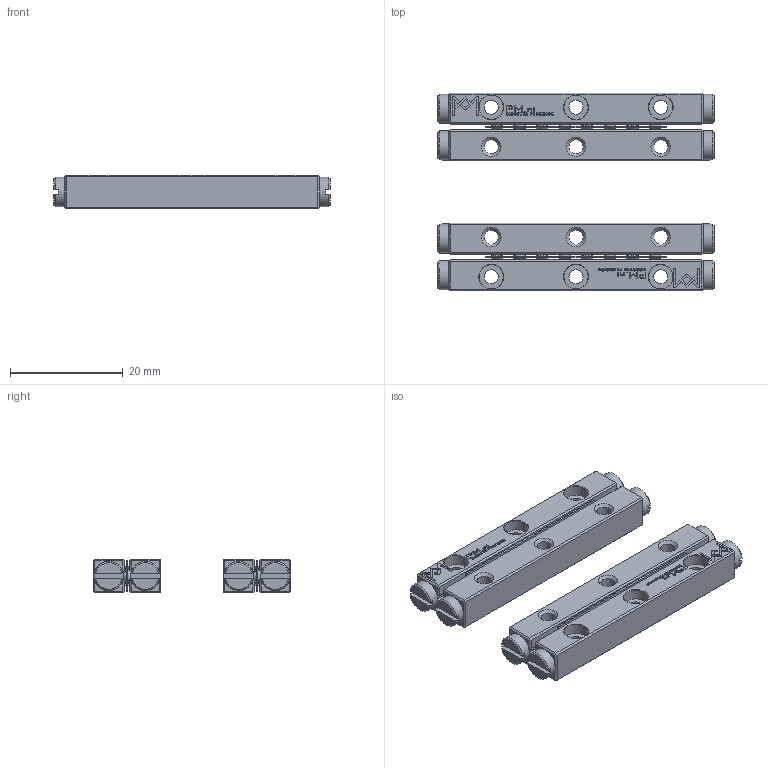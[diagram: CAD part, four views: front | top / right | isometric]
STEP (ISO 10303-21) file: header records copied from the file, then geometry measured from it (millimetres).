
FILE_DESCRIPTION(/* description */ (''),/* implementation_level */ '2;1');
FILE_NAME(/* name */ 'Set RSD-2045x8AA_stp.stp',/* time_stamp */ '2025-02-17T10:55:54+01:00',/* author */ (''),/* organization */ (''),/* preprocessor_version */ 'ST-DEVELOPER v16.7',/* originating_system */ 'SIEMENS PLM Software NX 12.0',/* authorisation */ '');
FILE_SCHEMA (('AUTOMOTIVE_DESIGN { 1 0 10303 214 3 1 1 1 }'));
Products named in the file (1): Set RSD-2045x8AA_stp
Bounding box: 49 x 35 x 6 mm (x, y, z)
Volume: 5581.6 mm3; surface area: 7115.9 mm2
Topology: 30 solids, 30 shells, 2020 faces, 5288 edges, 3468 vertices
Faces by surface type: plane 1264, bspline 360, cylinder 300, cone 96
Full cylindrical faces by diameter (mm): 2 x16, 2.1 x8, 2.5 x20, 2.7 x8, 4.3 x12, 5.2 x8
Entity records: 70712 total; most frequent: CARTESIAN_POINT 15589, ORIENTED_EDGE 10128, DIRECTION 8326, EDGE_CURVE 5064, LINE 3596, VECTOR 3596, VERTEX_POINT 3404, EDGE_LOOP 2368
